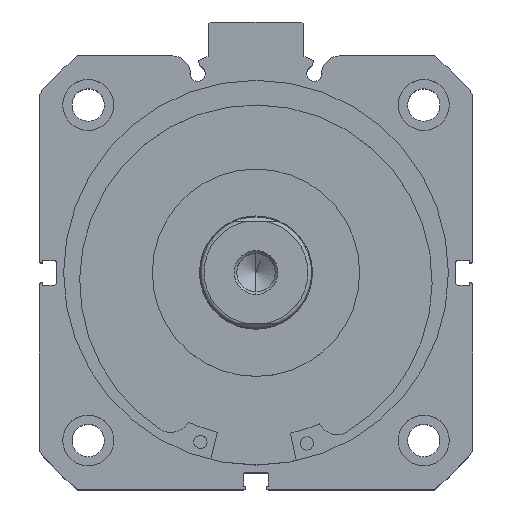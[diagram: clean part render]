
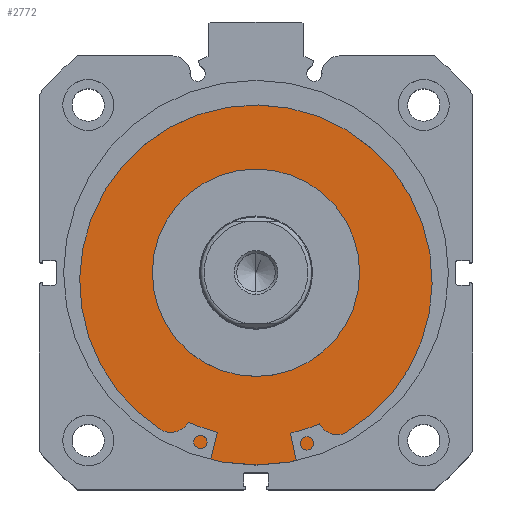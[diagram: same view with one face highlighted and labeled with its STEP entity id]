
A CAD part, top view. The second image highlights one B-rep face of the part: STEP entity #2772.
In plain terms, the highlighted face is planar.
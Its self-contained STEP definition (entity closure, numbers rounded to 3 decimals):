
#982 = ORIENTED_EDGE ( 'NONE', *, *, #7064, .T. ) ;
#1061 = ORIENTED_EDGE ( 'NONE', *, *, #7078, .F. ) ;
#1182 = ORIENTED_EDGE ( 'NONE', *, *, #7070, .F. ) ;
#1183 = ORIENTED_EDGE ( 'NONE', *, *, #7079, .T. ) ;
#1446 = EDGE_LOOP ( 'NONE', ( #982, #1183 ) ) ;
#1447 = EDGE_LOOP ( 'NONE', ( #1182, #1061 ) ) ;
#2384 = AXIS2_PLACEMENT_3D ( 'NONE', #5441, #5443, #5444 ) ;
#2579 = AXIS2_PLACEMENT_3D ( 'NONE', #6336, #6337, #6338 ) ;
#2583 = AXIS2_PLACEMENT_3D ( 'NONE', #6349, #6350, #6351 ) ;
#2588 = AXIS2_PLACEMENT_3D ( 'NONE', #6366, #6372, #6373 ) ;
#2589 = AXIS2_PLACEMENT_3D ( 'NONE', #6369, #6374, #6375 ) ;
#2772 = ADVANCED_FACE ( 'NONE', ( #4498, #4507 ), #5442, .F. ) ;
#4498 = FACE_BOUND ( 'NONE', #1447, .T. ) ;
#4507 = FACE_OUTER_BOUND ( 'NONE', #1446, .T. ) ;
#5001 = CIRCLE ( 'NONE', #2579, 51. ) ;
#5010 = CIRCLE ( 'NONE', #2583, 27.5 ) ;
#5020 = CIRCLE ( 'NONE', #2588, 27.5 ) ;
#5021 = CIRCLE ( 'NONE', #2589, 51. ) ;
#5441 = CARTESIAN_POINT ( 'NONE',  ( 5.5, 51., 0. ) ) ;
#5442 = PLANE ( 'NONE',  #2384 ) ;
#5443 = DIRECTION ( 'NONE',  ( 1., 0., 0. ) ) ;
#5444 = DIRECTION ( 'NONE',  ( 0., 0., -1. ) ) ;
#6336 = CARTESIAN_POINT ( 'NONE',  ( 5.5, 0., 0. ) ) ;
#6337 = DIRECTION ( 'NONE',  ( -1., 0., 0. ) ) ;
#6338 = DIRECTION ( 'NONE',  ( 0., 0., 1. ) ) ;
#6349 = CARTESIAN_POINT ( 'NONE',  ( 5.5, 0., 0. ) ) ;
#6350 = DIRECTION ( 'NONE',  ( -1., 0., 0. ) ) ;
#6351 = DIRECTION ( 'NONE',  ( 0., 0., 1. ) ) ;
#6366 = CARTESIAN_POINT ( 'NONE',  ( 5.5, 0., 0. ) ) ;
#6369 = CARTESIAN_POINT ( 'NONE',  ( 5.5, 0., 0. ) ) ;
#6372 = DIRECTION ( 'NONE',  ( -1., 0., 0. ) ) ;
#6373 = DIRECTION ( 'NONE',  ( 0., 0., 1. ) ) ;
#6374 = DIRECTION ( 'NONE',  ( -1., 0., 0. ) ) ;
#6375 = DIRECTION ( 'NONE',  ( 0., 0., 1. ) ) ;
#6532 = CARTESIAN_POINT ( 'NONE',  ( 5.5, 0., -51. ) ) ;
#6540 = CARTESIAN_POINT ( 'NONE',  ( 5.5, 0., 27.5 ) ) ;
#6541 = CARTESIAN_POINT ( 'NONE',  ( 5.5, 0., -27.5 ) ) ;
#6547 = CARTESIAN_POINT ( 'NONE',  ( 5.5, 0., 51. ) ) ;
#7064 = EDGE_CURVE ( 'NONE', #7229, #7214, #5001, .T. ) ;
#7070 = EDGE_CURVE ( 'NONE', #7222, #7223, #5010, .T. ) ;
#7078 = EDGE_CURVE ( 'NONE', #7223, #7222, #5020, .T. ) ;
#7079 = EDGE_CURVE ( 'NONE', #7214, #7229, #5021, .T. ) ;
#7214 = VERTEX_POINT ( 'NONE', #6532 ) ;
#7222 = VERTEX_POINT ( 'NONE', #6540 ) ;
#7223 = VERTEX_POINT ( 'NONE', #6541 ) ;
#7229 = VERTEX_POINT ( 'NONE', #6547 ) ;
